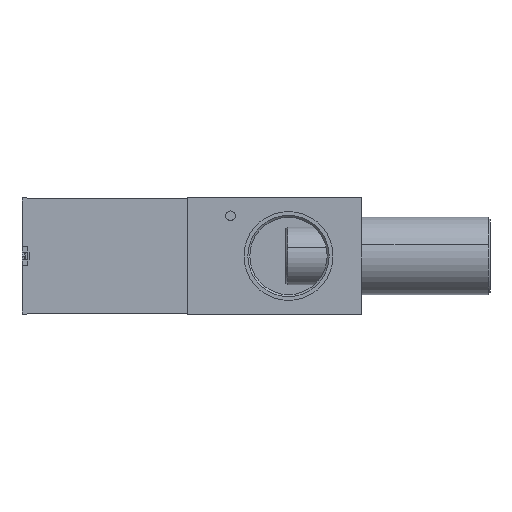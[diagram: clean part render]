
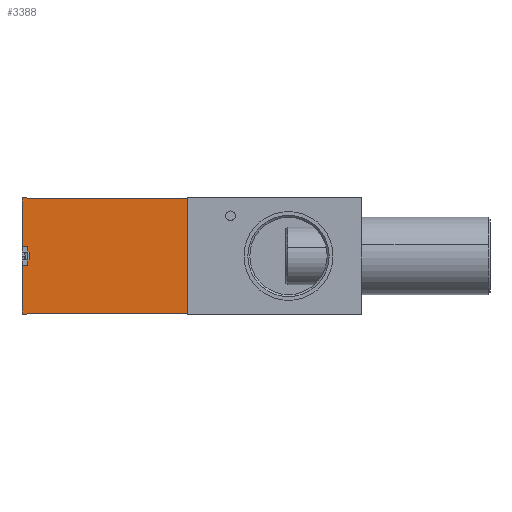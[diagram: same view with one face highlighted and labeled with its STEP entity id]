
A CAD part, front view. The second image highlights one B-rep face of the part: STEP entity #3388.
In plain terms, the highlighted planar face has unit normal (0.004, -1, 0).
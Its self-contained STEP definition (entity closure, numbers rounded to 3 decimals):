
#3388=ADVANCED_FACE('',(#8362),#8363,.T.);
#8362=FACE_OUTER_BOUND('',#16226,.T.);
#8363=PLANE('',#16227);
#16226=EDGE_LOOP('',(#44494,#44495,#44496,#44497,#44498,#44499,#44500,#44501,#44502,#44503,#44504,#44505));
#16227=AXIS2_PLACEMENT_3D('',#44506,#44507,#44508);
#44494=ORIENTED_EDGE('',*,*,#59760,.F.);
#44495=ORIENTED_EDGE('',*,*,#59761,.T.);
#44496=ORIENTED_EDGE('',*,*,#59751,.F.);
#44497=ORIENTED_EDGE('',*,*,#59762,.F.);
#44498=ORIENTED_EDGE('',*,*,#59763,.F.);
#44499=ORIENTED_EDGE('',*,*,#59764,.F.);
#44500=ORIENTED_EDGE('',*,*,#59765,.F.);
#44501=ORIENTED_EDGE('',*,*,#59766,.T.);
#44502=ORIENTED_EDGE('',*,*,#59767,.F.);
#44503=ORIENTED_EDGE('',*,*,#59768,.T.);
#44504=ORIENTED_EDGE('',*,*,#59769,.F.);
#44505=ORIENTED_EDGE('',*,*,#59770,.T.);
#44506=CARTESIAN_POINT('',(-42.9,-32.7,-15.));
#44507=DIRECTION('',(0.003,-1.,0.));
#44508=DIRECTION('',(-1.,-0.003,0.));
#59751=EDGE_CURVE('',#68365,#68366,#68367,.T.);
#59760=EDGE_CURVE('',#68378,#68379,#68380,.T.);
#59761=EDGE_CURVE('',#68378,#68366,#68381,.T.);
#59762=EDGE_CURVE('',#68382,#68365,#68383,.T.);
#59763=EDGE_CURVE('',#68384,#68382,#68385,.T.);
#59764=EDGE_CURVE('',#68386,#68384,#68387,.T.);
#59765=EDGE_CURVE('',#68388,#68386,#68389,.T.);
#59766=EDGE_CURVE('',#68388,#68390,#68391,.T.);
#59767=EDGE_CURVE('',#68392,#68390,#68393,.T.);
#59768=EDGE_CURVE('',#68392,#68394,#68395,.T.);
#59769=EDGE_CURVE('',#68396,#68394,#68397,.T.);
#59770=EDGE_CURVE('',#68396,#68379,#68398,.T.);
#68365=VERTEX_POINT('',#81514);
#68366=VERTEX_POINT('',#81515);
#68367=LINE('',#81516,#81517);
#68378=VERTEX_POINT('',#81539);
#68379=VERTEX_POINT('',#81540);
#68380=LINE('',#81541,#81542);
#68381=LINE('',#81543,#81544);
#68382=VERTEX_POINT('',#81545);
#68383=LINE('',#81546,#81547);
#68384=VERTEX_POINT('',#81548);
#68385=LINE('',#81549,#81550);
#68386=VERTEX_POINT('',#81551);
#68387=LINE('',#81552,#81553);
#68388=VERTEX_POINT('',#81554);
#68389=LINE('',#81555,#81556);
#68390=VERTEX_POINT('',#81557);
#68391=LINE('',#81558,#81559);
#68392=VERTEX_POINT('',#81560);
#68393=LINE('',#81561,#81562);
#68394=VERTEX_POINT('',#81563);
#68395=LINE('',#81564,#81565);
#68396=VERTEX_POINT('',#81566);
#68397=LINE('',#81567,#81568);
#68398=LINE('',#81569,#81570);
#81514=CARTESIAN_POINT('',(-42.9,-32.7,-15.));
#81515=CARTESIAN_POINT('',(-42.9,-32.7,-2.5));
#81516=CARTESIAN_POINT('',(-42.9,-32.7,-15.));
#81517=VECTOR('',#98217,1000.0);
#81539=CARTESIAN_POINT('',(-41.4,-32.695,-2.5));
#81540=CARTESIAN_POINT('',(-41.4,-32.695,-1.));
#81541=CARTESIAN_POINT('',(-41.4,-32.695,-15.));
#81542=VECTOR('',#98225,1000.0);
#81543=CARTESIAN_POINT('',(-42.9,-32.7,-2.5));
#81544=VECTOR('',#98226,1000.0);
#81545=CARTESIAN_POINT('',(0.,-32.55,-14.851));
#81546=CARTESIAN_POINT('',(-42.743,-32.699,-15.));
#81547=VECTOR('',#98227,1000.0);
#81548=CARTESIAN_POINT('',(0.,-32.55,14.85));
#81549=CARTESIAN_POINT('',(0.,-32.55,-15.));
#81550=VECTOR('',#98228,1000.0);
#81551=CARTESIAN_POINT('',(-42.9,-32.7,15.));
#81552=CARTESIAN_POINT('',(-42.743,-32.699,14.999));
#81553=VECTOR('',#98229,1000.0);
#81554=CARTESIAN_POINT('',(-42.9,-32.7,2.5));
#81555=CARTESIAN_POINT('',(-42.9,-32.7,-15.));
#81556=VECTOR('',#98230,1000.0);
#81557=CARTESIAN_POINT('',(-41.4,-32.695,2.5));
#81558=CARTESIAN_POINT('',(-42.9,-32.7,2.5));
#81559=VECTOR('',#98231,1000.0);
#81560=CARTESIAN_POINT('',(-41.4,-32.695,1.));
#81561=CARTESIAN_POINT('',(-41.4,-32.695,-15.));
#81562=VECTOR('',#98232,1000.0);
#81563=CARTESIAN_POINT('',(-40.9,-32.693,1.));
#81564=CARTESIAN_POINT('',(-42.9,-32.7,1.));
#81565=VECTOR('',#98233,1000.0);
#81566=CARTESIAN_POINT('',(-40.9,-32.693,-1.));
#81567=CARTESIAN_POINT('',(-40.9,-32.693,-15.));
#81568=VECTOR('',#98234,1000.0);
#81569=CARTESIAN_POINT('',(-42.9,-32.7,-1.));
#81570=VECTOR('',#98235,1000.0);
#98217=DIRECTION('',(0.,0.,1.0));
#98225=DIRECTION('',(0.,0.,1.0));
#98226=DIRECTION('',(-1.,-0.003,0.));
#98227=DIRECTION('',(-1.,-0.003,-0.003));
#98228=DIRECTION('',(0.,0.,-1.0));
#98229=DIRECTION('',(1.,0.003,-0.003));
#98230=DIRECTION('',(0.,0.,1.0));
#98231=DIRECTION('',(1.,0.003,0.));
#98232=DIRECTION('',(0.,0.,1.0));
#98233=DIRECTION('',(1.,0.003,0.));
#98234=DIRECTION('',(0.,0.,1.0));
#98235=DIRECTION('',(-1.,-0.003,0.));
